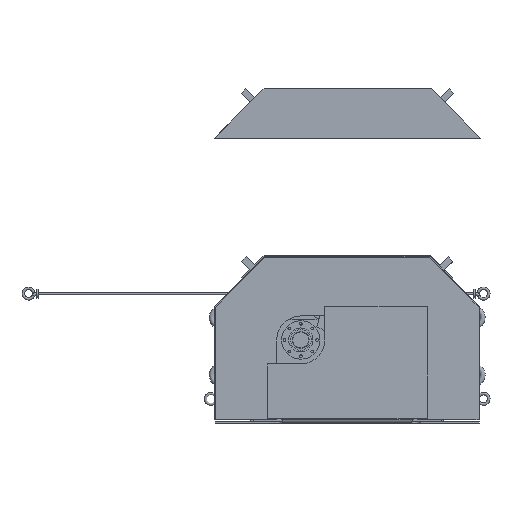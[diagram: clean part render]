
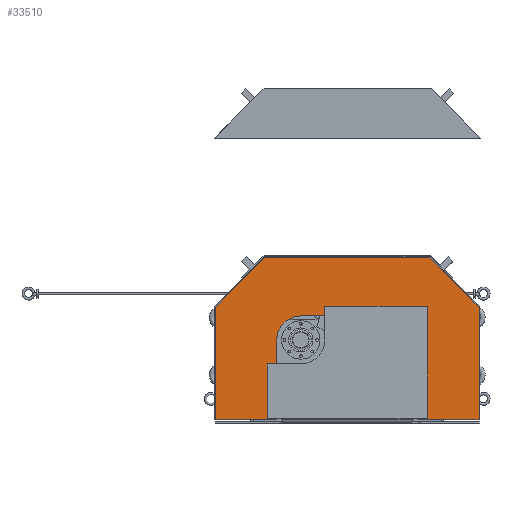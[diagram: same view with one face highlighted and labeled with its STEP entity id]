
A CAD part, left-side view. The second image highlights one B-rep face of the part: STEP entity #33510.
In plain terms, the highlighted face is planar.
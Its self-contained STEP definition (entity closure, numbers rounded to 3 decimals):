
#14092=CIRCLE('',#32296,75.);
#14093=CIRCLE('',#32297,75.);
#15071=ORIENTED_EDGE('',*,*,#20286,.F.);
#15072=ORIENTED_EDGE('',*,*,#20287,.F.);
#15073=ORIENTED_EDGE('',*,*,#20288,.T.);
#15074=ORIENTED_EDGE('',*,*,#20289,.F.);
#15075=ORIENTED_EDGE('',*,*,#20290,.F.);
#15076=ORIENTED_EDGE('',*,*,#20291,.T.);
#15077=ORIENTED_EDGE('',*,*,#20292,.T.);
#15078=ORIENTED_EDGE('',*,*,#20293,.T.);
#15079=ORIENTED_EDGE('',*,*,#20294,.T.);
#15080=ORIENTED_EDGE('',*,*,#20295,.T.);
#15081=ORIENTED_EDGE('',*,*,#20296,.T.);
#15082=ORIENTED_EDGE('',*,*,#20271,.T.);
#17220=VECTOR('',#23431,1.);
#17233=VECTOR('',#23452,1.);
#17234=VECTOR('',#23457,1.);
#17235=VECTOR('',#23460,1.);
#17236=VECTOR('',#23461,1.);
#17237=VECTOR('',#23462,1.);
#17238=VECTOR('',#23463,1.);
#17239=VECTOR('',#23464,1.);
#17240=VECTOR('',#23465,1.);
#17241=VECTOR('',#23466,1.);
#18229=LINE('',#28603,#17220);
#18242=LINE('',#28632,#17233);
#18243=LINE('',#28637,#17234);
#18244=LINE('',#28641,#17235);
#18245=LINE('',#28643,#17236);
#18246=LINE('',#28645,#17237);
#18247=LINE('',#28647,#17238);
#18248=LINE('',#28649,#17239);
#18249=LINE('',#28651,#17240);
#18250=LINE('',#28652,#17241);
#19241=VERTEX_POINT('',#28599);
#19243=VERTEX_POINT('',#28602);
#19255=VERTEX_POINT('',#28630);
#19256=VERTEX_POINT('',#28634);
#19257=VERTEX_POINT('',#28636);
#19258=VERTEX_POINT('',#28638);
#19259=VERTEX_POINT('',#28640);
#19260=VERTEX_POINT('',#28642);
#19261=VERTEX_POINT('',#28644);
#19262=VERTEX_POINT('',#28646);
#19263=VERTEX_POINT('',#28648);
#19264=VERTEX_POINT('',#28650);
#20271=EDGE_CURVE('',#19243,#19241,#18229,.T.);
#20286=EDGE_CURVE('',#19255,#19241,#18242,.T.);
#20287=EDGE_CURVE('',#19256,#19255,#14092,.T.);
#20288=EDGE_CURVE('',#19256,#19257,#18243,.T.);
#20289=EDGE_CURVE('',#19258,#19257,#14093,.T.);
#20290=EDGE_CURVE('',#19259,#19258,#18244,.T.);
#20291=EDGE_CURVE('',#19259,#19260,#18245,.T.);
#20292=EDGE_CURVE('',#19260,#19261,#18246,.T.);
#20293=EDGE_CURVE('',#19261,#19262,#18247,.T.);
#20294=EDGE_CURVE('',#19262,#19263,#18248,.T.);
#20295=EDGE_CURVE('',#19263,#19264,#18249,.T.);
#20296=EDGE_CURVE('',#19264,#19243,#18250,.T.);
#21409=EDGE_LOOP('',(#15071,#15072,#15073,#15074,#15075,#15076,#15077,#15078,
#15079,#15080,#15081,#15082));
#22144=FACE_BOUND('',#21409,.T.);
#23431=DIRECTION('',(-192.,0.,0.));
#23452=DIRECTION('',(0.,250.,0.));
#23453=DIRECTION('',(0.,0.,1.));
#23454=DIRECTION('',(0.,-1.,0.));
#23455=DIRECTION('',(0.,0.,1.));
#23456=DIRECTION('',(0.,-75.,0.));
#23457=DIRECTION('',(-290.,0.,0.));
#23458=DIRECTION('',(0.,0.,1.));
#23459=DIRECTION('',(0.,-75.,0.));
#23460=DIRECTION('',(0.,-250.,0.));
#23461=DIRECTION('',(-192.,0.,0.));
#23462=DIRECTION('',(0.,-353.,0.));
#23463=DIRECTION('',(154.,-154.,0.));
#23464=DIRECTION('',(516.,0.,0.));
#23465=DIRECTION('',(154.,154.,0.));
#23466=DIRECTION('',(0.,353.,0.));
#28599=CARTESIAN_POINT('',(-823.366,434.413,0.));
#28602=CARTESIAN_POINT('',(-631.366,434.413,0.));
#28603=CARTESIAN_POINT('',(-631.366,434.413,0.));
#28630=CARTESIAN_POINT('',(-823.366,184.413,0.));
#28632=CARTESIAN_POINT('',(-823.366,184.413,0.));
#28633=CARTESIAN_POINT('',(0.,0.,0.));
#28634=CARTESIAN_POINT('',(-898.366,109.413,0.));
#28635=CARTESIAN_POINT('',(-898.366,184.413,0.));
#28636=CARTESIAN_POINT('',(-1188.366,109.413,0.));
#28637=CARTESIAN_POINT('',(-898.366,109.413,0.));
#28638=CARTESIAN_POINT('',(-1263.366,184.413,0.));
#28639=CARTESIAN_POINT('',(-1188.366,184.413,0.));
#28640=CARTESIAN_POINT('',(-1263.366,434.413,0.));
#28641=CARTESIAN_POINT('',(-1263.366,434.413,0.));
#28642=CARTESIAN_POINT('',(-1455.366,434.413,0.));
#28643=CARTESIAN_POINT('',(-1263.366,434.413,0.));
#28644=CARTESIAN_POINT('',(-1455.366,81.413,0.));
#28645=CARTESIAN_POINT('',(-1455.366,434.413,0.));
#28646=CARTESIAN_POINT('',(-1301.366,-72.587,0.));
#28647=CARTESIAN_POINT('',(-1455.366,81.413,0.));
#28648=CARTESIAN_POINT('',(-785.366,-72.587,0.));
#28649=CARTESIAN_POINT('',(-1301.366,-72.587,0.));
#28650=CARTESIAN_POINT('',(-631.366,81.413,0.));
#28651=CARTESIAN_POINT('',(-785.366,-72.587,0.));
#28652=CARTESIAN_POINT('',(-631.366,81.413,0.));
#32295=AXIS2_PLACEMENT_3D('',#28633,#23453,#23454);
#32296=AXIS2_PLACEMENT_3D('',#28635,#23455,#23456);
#32297=AXIS2_PLACEMENT_3D('',#28639,#23458,#23459);
#33040=PLANE('',#32295);
#33510=ADVANCED_FACE('',(#22144),#33040,.T.);
